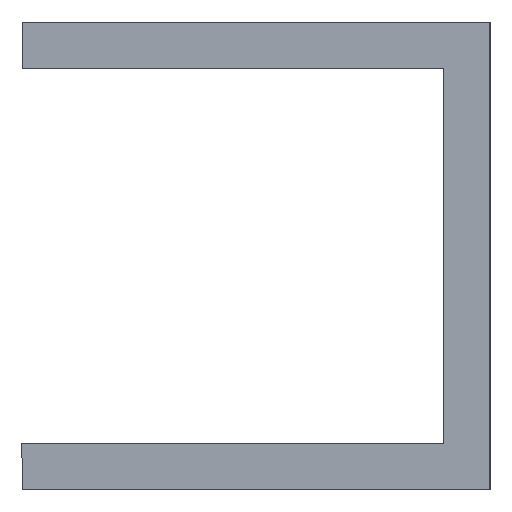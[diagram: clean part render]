
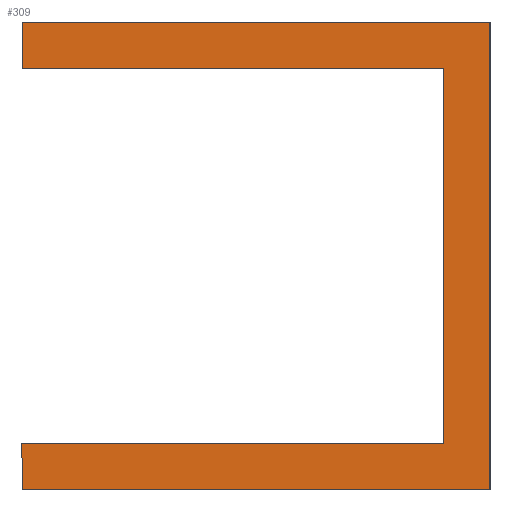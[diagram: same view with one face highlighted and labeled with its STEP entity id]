
A CAD part, left-side view. The second image highlights one B-rep face of the part: STEP entity #309.
In plain terms, the highlighted planar face has unit normal (-1, 0, 0).
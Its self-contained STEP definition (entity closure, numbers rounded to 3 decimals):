
#1 = CARTESIAN_POINT ( 'NONE',  ( -1500., 0., 0. ) ) ;
#3 = EDGE_LOOP ( 'NONE', ( #198, #364, #280, #41, #7, #172, #114, #10 ) ) ;
#6 = VERTEX_POINT ( 'NONE', #188 ) ;
#7 = ORIENTED_EDGE ( 'NONE', *, *, #96, .F. ) ;
#10 = ORIENTED_EDGE ( 'NONE', *, *, #119, .F. ) ;
#21 = CARTESIAN_POINT ( 'NONE',  ( -1500., 20., -8. ) ) ;
#23 = EDGE_CURVE ( 'NONE', #94, #6, #275, .T. ) ;
#26 = VERTEX_POINT ( 'NONE', #238 ) ;
#27 = LINE ( 'NONE', #129, #350 ) ;
#41 = ORIENTED_EDGE ( 'NONE', *, *, #293, .F. ) ;
#43 = VERTEX_POINT ( 'NONE', #158 ) ;
#45 = CARTESIAN_POINT ( 'NONE',  ( -1500., 20., 10. ) ) ;
#56 = DIRECTION ( 'NONE',  ( 0., 1., 0. ) ) ;
#61 = DIRECTION ( 'NONE',  ( 0., 1., 0. ) ) ;
#68 = LINE ( 'NONE', #103, #147 ) ;
#74 = CARTESIAN_POINT ( 'NONE',  ( -1500., 2., 8. ) ) ;
#76 = DIRECTION ( 'NONE',  ( 0., -1., 0. ) ) ;
#82 = CARTESIAN_POINT ( 'NONE',  ( -1500., 20., -8. ) ) ;
#86 = LINE ( 'NONE', #213, #234 ) ;
#89 = DIRECTION ( 'NONE',  ( 1., 0., 0. ) ) ;
#94 = VERTEX_POINT ( 'NONE', #74 ) ;
#96 = EDGE_CURVE ( 'NONE', #320, #250, #325, .T. ) ;
#99 = EDGE_CURVE ( 'NONE', #43, #26, #295, .T. ) ;
#103 = CARTESIAN_POINT ( 'NONE',  ( -1500., 0., 10. ) ) ;
#104 = DIRECTION ( 'NONE',  ( 0., 0., -1. ) ) ;
#114 = ORIENTED_EDGE ( 'NONE', *, *, #273, .F. ) ;
#117 = DIRECTION ( 'NONE',  ( 0., 0., 1. ) ) ;
#119 = EDGE_CURVE ( 'NONE', #26, #270, #68, .T. ) ;
#120 = CARTESIAN_POINT ( 'NONE',  ( -1500., 20., -8. ) ) ;
#121 = VECTOR ( 'NONE', #117, 1000. ) ;
#129 = CARTESIAN_POINT ( 'NONE',  ( -1500., 20., 10. ) ) ;
#147 = VECTOR ( 'NONE', #104, 1000. ) ;
#148 = CARTESIAN_POINT ( 'NONE',  ( -1500., 20., -10. ) ) ;
#158 = CARTESIAN_POINT ( 'NONE',  ( -1500., 20., 10. ) ) ;
#167 = VECTOR ( 'NONE', #76, 1000. ) ;
#172 = ORIENTED_EDGE ( 'NONE', *, *, #220, .F. ) ;
#185 = DIRECTION ( 'NONE',  ( 0., 0., 1. ) ) ;
#188 = CARTESIAN_POINT ( 'NONE',  ( -1500., 20., 8. ) ) ;
#193 = VECTOR ( 'NONE', #56, 1000. ) ;
#198 = ORIENTED_EDGE ( 'NONE', *, *, #99, .F. ) ;
#203 = DIRECTION ( 'NONE',  ( 0., -1., 0. ) ) ;
#213 = CARTESIAN_POINT ( 'NONE',  ( -1500., 2., 8. ) ) ;
#220 = EDGE_CURVE ( 'NONE', #225, #320, #294, .T. ) ;
#223 = VECTOR ( 'NONE', #203, 1000. ) ;
#225 = VERTEX_POINT ( 'NONE', #148 ) ;
#232 = CARTESIAN_POINT ( 'NONE',  ( -1500., 20., -10. ) ) ;
#234 = VECTOR ( 'NONE', #185, 1000. ) ;
#235 = VECTOR ( 'NONE', #61, 1000. ) ;
#238 = CARTESIAN_POINT ( 'NONE',  ( -1500., 0., 10. ) ) ;
#242 = LINE ( 'NONE', #232, #193 ) ;
#250 = VERTEX_POINT ( 'NONE', #342 ) ;
#266 = PLANE ( 'NONE',  #358 ) ;
#270 = VERTEX_POINT ( 'NONE', #346 ) ;
#273 = EDGE_CURVE ( 'NONE', #270, #225, #242, .T. ) ;
#275 = LINE ( 'NONE', #303, #235 ) ;
#280 = ORIENTED_EDGE ( 'NONE', *, *, #23, .F. ) ;
#284 = FACE_OUTER_BOUND ( 'NONE', #3, .T. ) ;
#293 = EDGE_CURVE ( 'NONE', #250, #94, #86, .T. ) ;
#294 = LINE ( 'NONE', #82, #121 ) ;
#295 = LINE ( 'NONE', #45, #223 ) ;
#297 = DIRECTION ( 'NONE',  ( 0., 0., 1. ) ) ;
#303 = CARTESIAN_POINT ( 'NONE',  ( -1500., 20., 8. ) ) ;
#309 = ADVANCED_FACE ( 'NONE', ( #284 ), #266, .F. ) ;
#320 = VERTEX_POINT ( 'NONE', #120 ) ;
#324 = EDGE_CURVE ( 'NONE', #6, #43, #27, .T. ) ;
#325 = LINE ( 'NONE', #21, #167 ) ;
#342 = CARTESIAN_POINT ( 'NONE',  ( -1500., 2., -8. ) ) ;
#346 = CARTESIAN_POINT ( 'NONE',  ( -1500., 0., -10. ) ) ;
#350 = VECTOR ( 'NONE', #297, 1000. ) ;
#354 = DIRECTION ( 'NONE',  ( 0., 0., -1. ) ) ;
#358 = AXIS2_PLACEMENT_3D ( 'NONE', #1, #89, #354 ) ;
#364 = ORIENTED_EDGE ( 'NONE', *, *, #324, .F. ) ;
